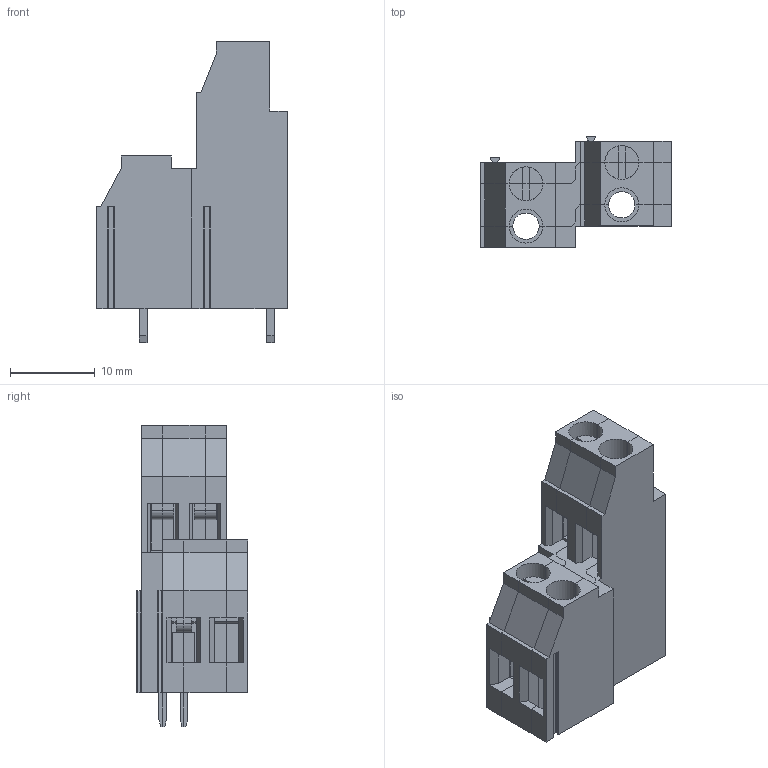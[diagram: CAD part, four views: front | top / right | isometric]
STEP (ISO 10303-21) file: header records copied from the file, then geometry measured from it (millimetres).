
FILE_DESCRIPTION( ( 'Unknown' ), '1' );
FILE_NAME( '691233810002.stp', 'Unknown', ( 'Unknown' ), ( 'Unknown' ), 'PSStep 18.0.17', 'Unknown', ' ' );
FILE_SCHEMA( ( 'AUTOMOTIVE_DESIGN { 1 0 10303 214 1 1 1 1 }' ) );
Length unit declared in the file: millimetre
Products named in the file (4): Assem1; 6912338100xx_SX; 6912338100xx_DX1; 6912338100xx_CNT2
Assembly tree (3 placements, depth 2):
  Assem1
    6912338100xx_SX
    6912338100xx_DX1
    6912338100xx_CNT2
Bounding box: 22.5 x 13.1 x 35.5 mm (x, y, z)
Volume: 3743.3 mm3; surface area: 4894.5 mm2
Topology: 3 solids, 3 shells, 272 faces, 795 edges, 529 vertices
Faces by surface type: plane 234, cylinder 38
Entity records: 11145 total; most frequent: CARTESIAN_POINT 1600, ORIENTED_EDGE 1590, DIRECTION 1431, EDGE_CURVE 795, LINE 711, VECTOR 711, VERTEX_POINT 529, AXIS2_PLACEMENT_3D 360
